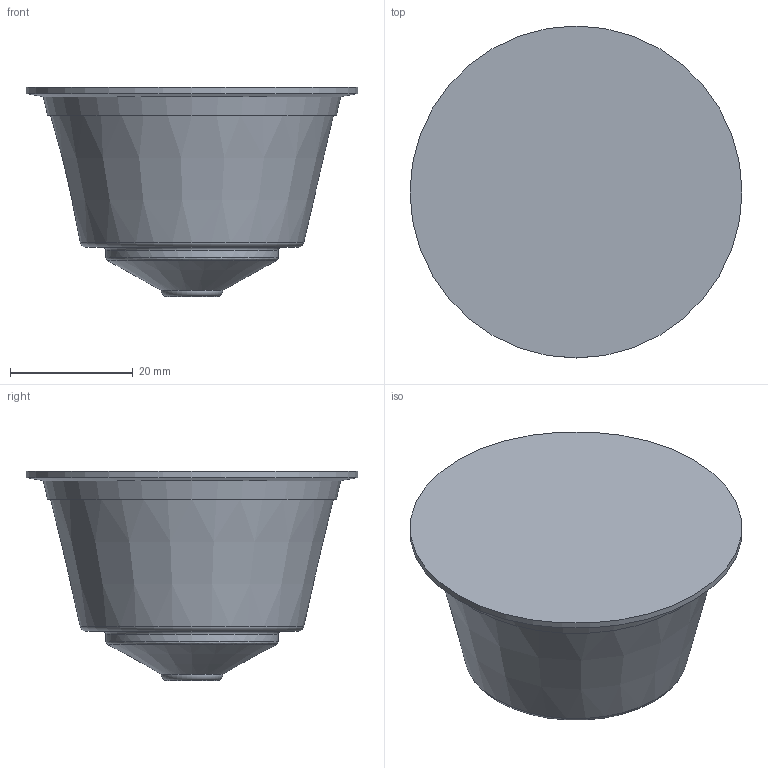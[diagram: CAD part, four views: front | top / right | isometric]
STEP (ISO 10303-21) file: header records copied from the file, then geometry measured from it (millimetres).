
FILE_DESCRIPTION(('FreeCAD Model'),'2;1');
FILE_NAME('Dolce_Gusto_type_capsule.step','2015-04-16T23:22:35',('FreeCAD' ),('FreeCAD'),'Open CASCADE STEP processor 6.7','FreeCAD','Unknown' );
FILE_SCHEMA(('AUTOMOTIVE_DESIGN_CC2 { 1 2 10303 214 -1 1 5 4 }'));
Length unit declared in the file: millimetre
Products named in the file (1): Fillet002
Bounding box: 54 x 54 x 34 mm (x, y, z)
Volume: 39964.2 mm3; surface area: 7564.8 mm2
Topology: 1 solids, 1 shells, 18 faces, 30 edges, 17 vertices
Faces by surface type: plane 5, cone 5, torus 4, cylinder 3, bspline 1
Full cylindrical faces by diameter (mm): 10 x1, 28 x1, 54 x1
Entity records: 931 total; most frequent: CARTESIAN_POINT 262, DIRECTION 130, ORIENTED_EDGE 60, PCURVE 60, DEFINITIONAL_REPRESENTATION 60, LINE 48, VECTOR 48, AXIS2_PLACEMENT_3D 37
